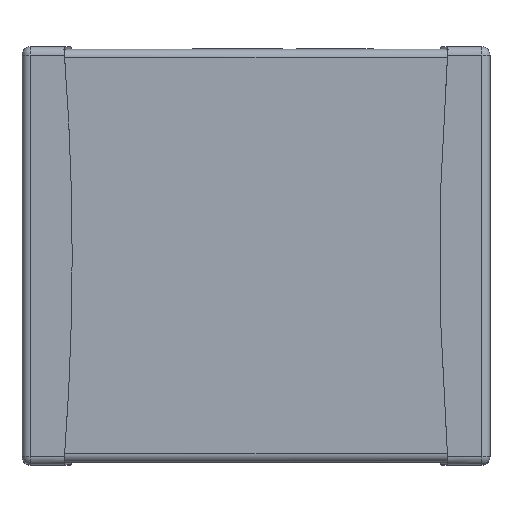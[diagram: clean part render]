
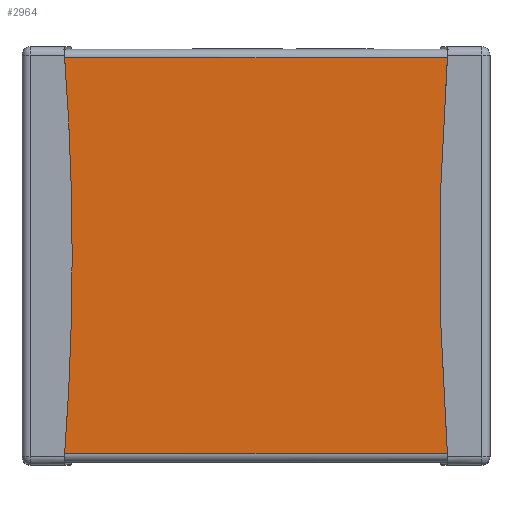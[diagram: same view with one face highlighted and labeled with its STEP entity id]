
A CAD part, top view. The second image highlights one B-rep face of the part: STEP entity #2964.
In plain terms, the highlighted planar face has unit normal (0, 0, 1).
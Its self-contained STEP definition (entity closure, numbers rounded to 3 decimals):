
#1314 = EDGE_LOOP ( 'NONE', ( #16278, #2803, #2283, #5289, #6781 ) ) ;
#1557 = PLANE ( 'NONE',  #7220 ) ;
#1792 = CARTESIAN_POINT ( 'NONE',  ( -33.5, 0., 1.47 ) ) ;
#1881 = DIRECTION ( 'NONE',  ( 1., 0., 0. ) ) ;
#2149 = CARTESIAN_POINT ( 'NONE',  ( 33.5, 0., 1.47 ) ) ;
#2283 = ORIENTED_EDGE ( 'NONE', *, *, #12729, .T. ) ;
#2326 = CARTESIAN_POINT ( 'NONE',  ( -33.5, 0., 1.47 ) ) ;
#2349 = EDGE_CURVE ( 'NONE', #7859, #12970, #9544, .T. ) ;
#2606 = CARTESIAN_POINT ( 'NONE',  ( -2.29, -2.37, 1.47 ) ) ;
#2714 = CARTESIAN_POINT ( 'NONE',  ( -2.6, 2.37, 1.47 ) ) ;
#2803 = ORIENTED_EDGE ( 'NONE', *, *, #6427, .T. ) ;
#2964 = ADVANCED_FACE ( 'NONE', ( #6400 ), #1557, .T. ) ;
#3015 = LINE ( 'NONE', #4490, #14508 ) ;
#3452 = EDGE_CURVE ( 'NONE', #7859, #4300, #15581, .T. ) ;
#3655 = CARTESIAN_POINT ( 'NONE',  ( -2.2, 0., 1.47 ) ) ;
#4300 = VERTEX_POINT ( 'NONE', #15201 ) ;
#4490 = CARTESIAN_POINT ( 'NONE',  ( -2.6, -2.37, 1.47 ) ) ;
#4532 = AXIS2_PLACEMENT_3D ( 'NONE', #2149, #12236, #10972 ) ;
#5081 = DIRECTION ( 'NONE',  ( 0., -1., 0. ) ) ;
#5289 = ORIENTED_EDGE ( 'NONE', *, *, #2349, .F. ) ;
#5294 = AXIS2_PLACEMENT_3D ( 'NONE', #1792, #6809, #1881 ) ;
#6400 = FACE_OUTER_BOUND ( 'NONE', #1314, .T. ) ;
#6427 = EDGE_CURVE ( 'NONE', #14546, #8900, #16010, .T. ) ;
#6781 = ORIENTED_EDGE ( 'NONE', *, *, #3452, .T. ) ;
#6809 = DIRECTION ( 'NONE',  ( 0., 0., -1. ) ) ;
#7220 = AXIS2_PLACEMENT_3D ( 'NONE', #10221, #15405, #5081 ) ;
#7340 = DIRECTION ( 'NONE',  ( 0., 0., -1. ) ) ;
#7859 = VERTEX_POINT ( 'NONE', #8261 ) ;
#8261 = CARTESIAN_POINT ( 'NONE',  ( 2.29, 2.37, 1.47 ) ) ;
#8881 = AXIS2_PLACEMENT_3D ( 'NONE', #2326, #7340, #9754 ) ;
#8900 = VERTEX_POINT ( 'NONE', #2606 ) ;
#9303 = DIRECTION ( 'NONE',  ( -1., 0., 0. ) ) ;
#9544 = CIRCLE ( 'NONE', #4532, 31.3 ) ;
#9754 = DIRECTION ( 'NONE',  ( 1., 0., 0. ) ) ;
#10221 = CARTESIAN_POINT ( 'NONE',  ( -2.6, 2.47, 1.47 ) ) ;
#10680 = VECTOR ( 'NONE', #9303, 1000. ) ;
#10681 = DIRECTION ( 'NONE',  ( 1., 0., 0. ) ) ;
#10972 = DIRECTION ( 'NONE',  ( -1., 0., 0. ) ) ;
#12236 = DIRECTION ( 'NONE',  ( 0., 0., 1. ) ) ;
#12729 = EDGE_CURVE ( 'NONE', #8900, #12970, #3015, .T. ) ;
#12970 = VERTEX_POINT ( 'NONE', #15595 ) ;
#14054 = EDGE_CURVE ( 'NONE', #4300, #14546, #14831, .T. ) ;
#14508 = VECTOR ( 'NONE', #10681, 1000. ) ;
#14546 = VERTEX_POINT ( 'NONE', #3655 ) ;
#14831 = CIRCLE ( 'NONE', #5294, 31.3 ) ;
#15201 = CARTESIAN_POINT ( 'NONE',  ( -2.29, 2.37, 1.47 ) ) ;
#15405 = DIRECTION ( 'NONE',  ( 0., 0., 1. ) ) ;
#15581 = LINE ( 'NONE', #2714, #10680 ) ;
#15595 = CARTESIAN_POINT ( 'NONE',  ( 2.29, -2.37, 1.47 ) ) ;
#16010 = CIRCLE ( 'NONE', #8881, 31.3 ) ;
#16278 = ORIENTED_EDGE ( 'NONE', *, *, #14054, .T. ) ;
